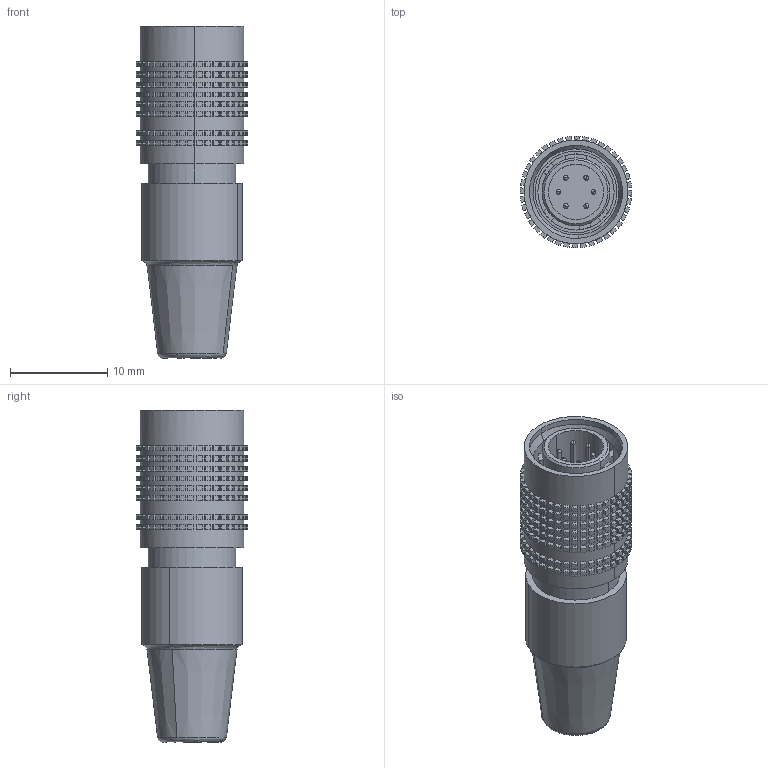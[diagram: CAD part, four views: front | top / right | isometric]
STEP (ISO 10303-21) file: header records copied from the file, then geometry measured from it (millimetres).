
FILE_DESCRIPTION (( 'STEP AP214' ), '1' );
FILE_NAME ('FAPFAP03-06P101WS00.STEP', '2025-11-18T03:01:46', ( '' ), ( '' ), 'SwSTEP 2.0', 'SolidWorks 2021', '' );
FILE_SCHEMA (( 'AUTOMOTIVE_DESIGN' ));
Length unit declared in the file: millimetre
Products named in the file (1): FAPFAP03-06P101WS00
Bounding box: 11.5 x 11.5 x 34.2 mm (x, y, z)
Volume: 2381 mm3; surface area: 1977.7 mm2
Topology: 1 solids, 1 shells, 1714 faces, 4105 edges, 2729 vertices
Faces by surface type: plane 1315, cylinder 355, bspline 26, torus 12, cone 6
Entity records: 51154 total; most frequent: CARTESIAN_POINT 9889, DIRECTION 8844, ORIENTED_EDGE 8210, EDGE_CURVE 4105, AXIS2_PLACEMENT_3D 3102, VERTEX_POINT 2729, VECTOR 2640, LINE 2640
